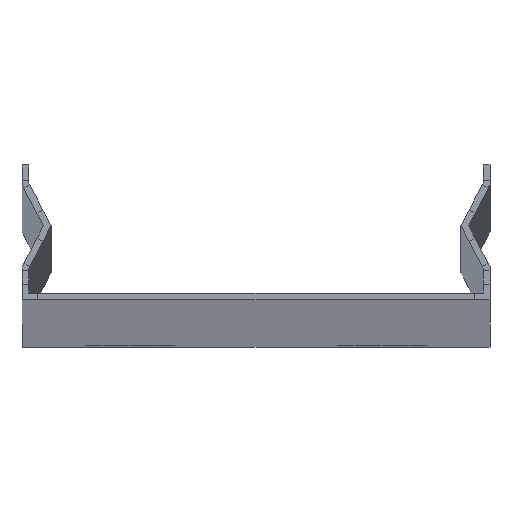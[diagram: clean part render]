
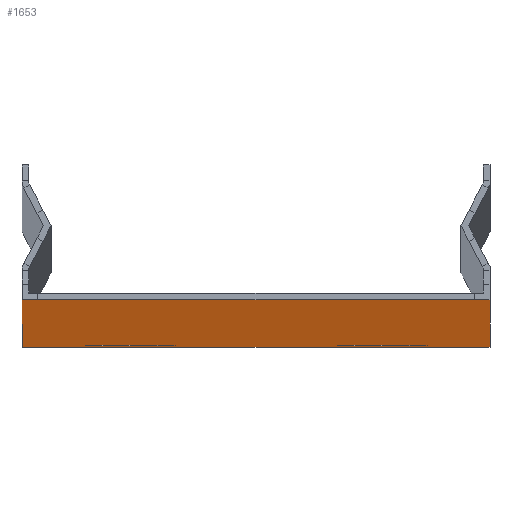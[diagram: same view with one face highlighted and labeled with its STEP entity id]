
A CAD part, top view. The second image highlights one B-rep face of the part: STEP entity #1653.
In plain terms, the highlighted planar face has unit normal (0, -1, 0).
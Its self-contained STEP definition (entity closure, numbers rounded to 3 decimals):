
#11 = CARTESIAN_POINT ( 'NONE',  ( -14., -0.75, 95. ) ) ;
#16 = LINE ( 'NONE', #1220, #1894 ) ;
#18 = EDGE_CURVE ( 'NONE', #914, #1855, #1777, .T. ) ;
#32 = DIRECTION ( 'NONE',  ( 0., -1., 0. ) ) ;
#44 = ORIENTED_EDGE ( 'NONE', *, *, #249, .T. ) ;
#55 = DIRECTION ( 'NONE',  ( 0., 0., -1. ) ) ;
#102 = EDGE_LOOP ( 'NONE', ( #1362, #994 ) ) ;
#133 = CARTESIAN_POINT ( 'NONE',  ( -24.25, -0.75, 3000. ) ) ;
#157 = DIRECTION ( 'NONE',  ( 1., 0., 0. ) ) ;
#165 = CARTESIAN_POINT ( 'NONE',  ( 14., -0.75, 105. ) ) ;
#173 = CARTESIAN_POINT ( 'NONE',  ( 14., -0.75, 95. ) ) ;
#203 = DIRECTION ( 'NONE',  ( 0., 1., 0. ) ) ;
#219 = AXIS2_PLACEMENT_3D ( 'NONE', #1258, #401, #1852 ) ;
#223 = VERTEX_POINT ( 'NONE', #1299 ) ;
#240 = EDGE_LOOP ( 'NONE', ( #44, #970, #603, #862, #490, #1712, #1738, #1780 ) ) ;
#249 = EDGE_CURVE ( 'NONE', #465, #1557, #742, .T. ) ;
#277 = CIRCLE ( 'NONE', #593, 5. ) ;
#306 = VERTEX_POINT ( 'NONE', #1318 ) ;
#339 = CARTESIAN_POINT ( 'NONE',  ( -14., -0.75, 100. ) ) ;
#345 = LINE ( 'NONE', #405, #1868 ) ;
#350 = CARTESIAN_POINT ( 'NONE',  ( -26., -0.75, 0. ) ) ;
#366 = PLANE ( 'NONE',  #695 ) ;
#373 = DIRECTION ( 'NONE',  ( 0., 0., 1. ) ) ;
#393 = EDGE_CURVE ( 'NONE', #1855, #223, #898, .T. ) ;
#401 = DIRECTION ( 'NONE',  ( 0., -1., 0. ) ) ;
#405 = CARTESIAN_POINT ( 'NONE',  ( -24.25, -0.75, 3000. ) ) ;
#417 = VERTEX_POINT ( 'NONE', #11 ) ;
#465 = VERTEX_POINT ( 'NONE', #1662 ) ;
#490 = ORIENTED_EDGE ( 'NONE', *, *, #18, .F. ) ;
#494 = CARTESIAN_POINT ( 'NONE',  ( -25.25, -0.75, 3000. ) ) ;
#517 = ORIENTED_EDGE ( 'NONE', *, *, #1525, .F. ) ;
#524 = LINE ( 'NONE', #663, #831 ) ;
#584 = VERTEX_POINT ( 'NONE', #1415 ) ;
#587 = CARTESIAN_POINT ( 'NONE',  ( -25.25, -0.75, 3000. ) ) ;
#589 = EDGE_CURVE ( 'NONE', #1557, #306, #524, .T. ) ;
#593 = AXIS2_PLACEMENT_3D ( 'NONE', #339, #1789, #1202 ) ;
#597 = DIRECTION ( 'NONE',  ( 0., 0., -1. ) ) ;
#603 = ORIENTED_EDGE ( 'NONE', *, *, #614, .F. ) ;
#607 = VERTEX_POINT ( 'NONE', #1846 ) ;
#614 = EDGE_CURVE ( 'NONE', #223, #306, #1705, .T. ) ;
#635 = CARTESIAN_POINT ( 'NONE',  ( 24.25, -0.75, 0. ) ) ;
#646 = CARTESIAN_POINT ( 'NONE',  ( -25.25, -0.75, 3000. ) ) ;
#663 = CARTESIAN_POINT ( 'NONE',  ( 25.25, -0.75, 0. ) ) ;
#686 = FACE_BOUND ( 'NONE', #1854, .T. ) ;
#695 = AXIS2_PLACEMENT_3D ( 'NONE', #646, #203, #373 ) ;
#717 = CIRCLE ( 'NONE', #219, 5. ) ;
#719 = VECTOR ( 'NONE', #1736, 1000. ) ;
#721 = EDGE_CURVE ( 'NONE', #914, #607, #345, .T. ) ;
#742 = LINE ( 'NONE', #1284, #719 ) ;
#754 = CARTESIAN_POINT ( 'NONE',  ( 24.25, -0.75, 3000. ) ) ;
#773 = DIRECTION ( 'NONE',  ( 0., 0., -1. ) ) ;
#789 = FACE_OUTER_BOUND ( 'NONE', #240, .T. ) ;
#816 = CARTESIAN_POINT ( 'NONE',  ( 26., -0.75, 3000. ) ) ;
#831 = VECTOR ( 'NONE', #1396, 1000. ) ;
#862 = ORIENTED_EDGE ( 'NONE', *, *, #393, .F. ) ;
#890 = DIRECTION ( 'NONE',  ( 0., -1., 0. ) ) ;
#898 = LINE ( 'NONE', #587, #1431 ) ;
#914 = VERTEX_POINT ( 'NONE', #133 ) ;
#917 = DIRECTION ( 'NONE',  ( -1., 0., 0. ) ) ;
#949 = VECTOR ( 'NONE', #1092, 1000. ) ;
#959 = VERTEX_POINT ( 'NONE', #165 ) ;
#970 = ORIENTED_EDGE ( 'NONE', *, *, #589, .T. ) ;
#994 = ORIENTED_EDGE ( 'NONE', *, *, #1087, .F. ) ;
#1065 = AXIS2_PLACEMENT_3D ( 'NONE', #1508, #32, #55 ) ;
#1087 = EDGE_CURVE ( 'NONE', #959, #1553, #717, .T. ) ;
#1092 = DIRECTION ( 'NONE',  ( 1., 0., 0. ) ) ;
#1129 = DIRECTION ( 'NONE',  ( -1., 0., 0. ) ) ;
#1171 = VECTOR ( 'NONE', #1853, 1000. ) ;
#1202 = DIRECTION ( 'NONE',  ( 0., 0., -1. ) ) ;
#1210 = VECTOR ( 'NONE', #773, 1000. ) ;
#1220 = CARTESIAN_POINT ( 'NONE',  ( -25.25, -0.75, 0. ) ) ;
#1258 = CARTESIAN_POINT ( 'NONE',  ( 14., -0.75, 100. ) ) ;
#1284 = CARTESIAN_POINT ( 'NONE',  ( -25.25, -0.75, 0. ) ) ;
#1299 = CARTESIAN_POINT ( 'NONE',  ( 26., -0.75, 3000. ) ) ;
#1318 = CARTESIAN_POINT ( 'NONE',  ( 26., -0.75, 0. ) ) ;
#1362 = ORIENTED_EDGE ( 'NONE', *, *, #1830, .F. ) ;
#1396 = DIRECTION ( 'NONE',  ( 1., 0., 0. ) ) ;
#1415 = CARTESIAN_POINT ( 'NONE',  ( -14., -0.75, 105. ) ) ;
#1427 = FACE_BOUND ( 'NONE', #102, .T. ) ;
#1431 = VECTOR ( 'NONE', #157, 1000. ) ;
#1445 = CARTESIAN_POINT ( 'NONE',  ( 14., -0.75, 100. ) ) ;
#1451 = CIRCLE ( 'NONE', #1858, 5. ) ;
#1497 = CARTESIAN_POINT ( 'NONE',  ( -26., -0.75, 3000. ) ) ;
#1508 = CARTESIAN_POINT ( 'NONE',  ( -14., -0.75, 100. ) ) ;
#1516 = EDGE_CURVE ( 'NONE', #465, #1670, #16, .T. ) ;
#1525 = EDGE_CURVE ( 'NONE', #417, #584, #277, .T. ) ;
#1553 = VERTEX_POINT ( 'NONE', #173 ) ;
#1557 = VERTEX_POINT ( 'NONE', #635 ) ;
#1610 = LINE ( 'NONE', #1497, #1210 ) ;
#1618 = EDGE_CURVE ( 'NONE', #584, #417, #1919, .T. ) ;
#1653 = ADVANCED_FACE ( 'NONE', ( #1427, #686, #789 ), #366, .F. ) ;
#1661 = ORIENTED_EDGE ( 'NONE', *, *, #1618, .F. ) ;
#1662 = CARTESIAN_POINT ( 'NONE',  ( -24.25, -0.75, 0. ) ) ;
#1670 = VERTEX_POINT ( 'NONE', #350 ) ;
#1705 = LINE ( 'NONE', #816, #1171 ) ;
#1712 = ORIENTED_EDGE ( 'NONE', *, *, #721, .T. ) ;
#1736 = DIRECTION ( 'NONE',  ( 1., 0., 0. ) ) ;
#1738 = ORIENTED_EDGE ( 'NONE', *, *, #1924, .T. ) ;
#1777 = LINE ( 'NONE', #494, #949 ) ;
#1780 = ORIENTED_EDGE ( 'NONE', *, *, #1516, .F. ) ;
#1789 = DIRECTION ( 'NONE',  ( 0., -1., 0. ) ) ;
#1830 = EDGE_CURVE ( 'NONE', #1553, #959, #1451, .T. ) ;
#1846 = CARTESIAN_POINT ( 'NONE',  ( -26., -0.75, 3000. ) ) ;
#1852 = DIRECTION ( 'NONE',  ( 0., 0., -1. ) ) ;
#1853 = DIRECTION ( 'NONE',  ( 0., 0., -1. ) ) ;
#1854 = EDGE_LOOP ( 'NONE', ( #517, #1661 ) ) ;
#1855 = VERTEX_POINT ( 'NONE', #754 ) ;
#1858 = AXIS2_PLACEMENT_3D ( 'NONE', #1445, #890, #597 ) ;
#1868 = VECTOR ( 'NONE', #1129, 1000. ) ;
#1894 = VECTOR ( 'NONE', #917, 1000. ) ;
#1919 = CIRCLE ( 'NONE', #1065, 5. ) ;
#1924 = EDGE_CURVE ( 'NONE', #607, #1670, #1610, .T. ) ;
